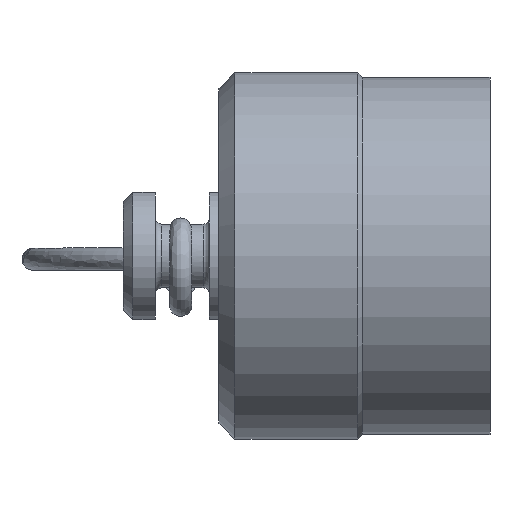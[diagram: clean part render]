
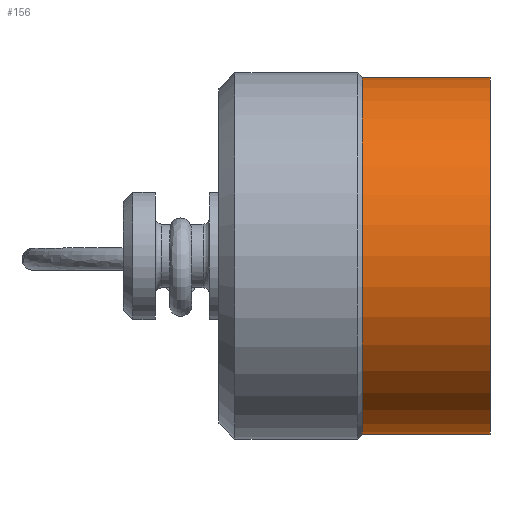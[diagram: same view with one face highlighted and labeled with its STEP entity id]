
A CAD part, top view. The second image highlights one B-rep face of the part: STEP entity #156.
In plain terms, the highlighted cylindrical face has radius 5.6 mm (diameter 11.2 mm), a full revolution.
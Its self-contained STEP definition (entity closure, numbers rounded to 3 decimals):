
#156=ADVANCED_FACE('',(#223,#224),#201,.T.);
#201=CYLINDRICAL_SURFACE('',#686,5.6);
#223=FACE_BOUND('',#290,.T.);
#224=FACE_BOUND('',#291,.T.);
#290=EDGE_LOOP('',(#373));
#291=EDGE_LOOP('',(#374));
#373=ORIENTED_EDGE('',*,*,#577,.F.);
#374=ORIENTED_EDGE('',*,*,#578,.T.);
#518=VERTEX_POINT('',#1034);
#519=VERTEX_POINT('',#1036);
#577=EDGE_CURVE('',#518,#518,#648,.T.);
#578=EDGE_CURVE('',#519,#519,#649,.T.);
#648=CIRCLE('',#684,5.6);
#649=CIRCLE('',#685,5.6);
#684=AXIS2_PLACEMENT_3D('',#1033,#763,#764);
#685=AXIS2_PLACEMENT_3D('',#1035,#765,#766);
#686=AXIS2_PLACEMENT_3D('',#1037,#767,#768);
#763=DIRECTION('',(1.,0.,0.));
#764=DIRECTION('',(0.,0.,-1.));
#765=DIRECTION('',(1.,0.,0.));
#766=DIRECTION('',(0.,0.,-1.));
#767=DIRECTION('',(1.,0.,0.));
#768=DIRECTION('',(0.,0.,-1.));
#1033=CARTESIAN_POINT('',(8.2,0.,0.));
#1034=CARTESIAN_POINT('',(8.2,0.,-5.6));
#1035=CARTESIAN_POINT('',(4.2,0.,0.));
#1036=CARTESIAN_POINT('',(4.2,0.,-5.6));
#1037=CARTESIAN_POINT('',(6.2,0.,0.));
